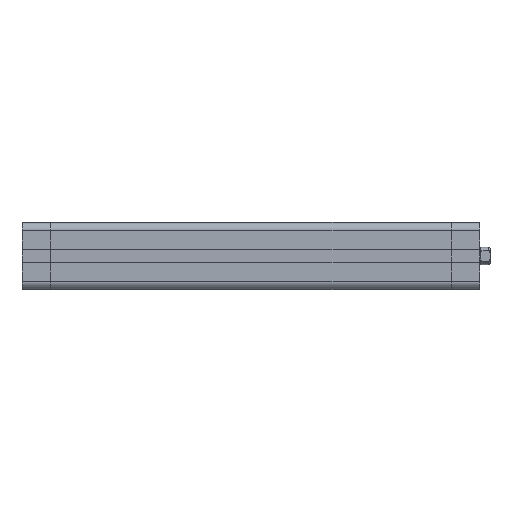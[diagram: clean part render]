
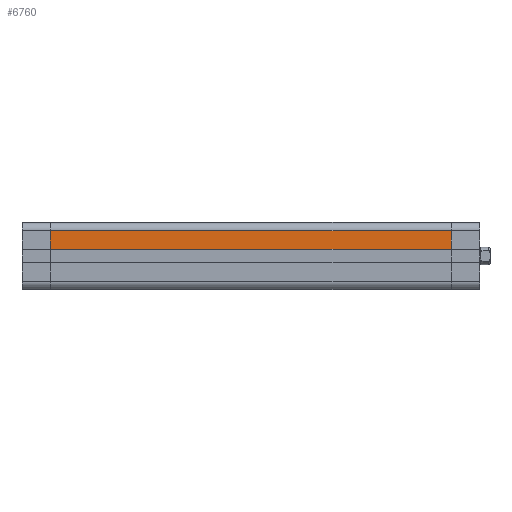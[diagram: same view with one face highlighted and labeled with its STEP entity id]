
A CAD part, front view. The second image highlights one B-rep face of the part: STEP entity #6760.
In plain terms, the highlighted planar face has unit normal (0, -1, 0).
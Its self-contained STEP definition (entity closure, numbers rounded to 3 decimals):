
#1241 = EDGE_CURVE ( 'NONE', #4592, #4598, #4161, .T. ) ;
#1250 = EDGE_CURVE ( 'NONE', #4598, #4618, #4182, .T. ) ;
#1251 = EDGE_CURVE ( 'NONE', #4608, #4618, #4178, .T. ) ;
#1252 = EDGE_CURVE ( 'NONE', #4592, #4608, #4180, .T. ) ;
#2980 = AXIS2_PLACEMENT_3D ( 'NONE', #5746, #5749, #5750 ) ;
#3294 = ORIENTED_EDGE ( 'NONE', *, *, #1252, .T. ) ;
#3309 = ORIENTED_EDGE ( 'NONE', *, *, #1251, .T. ) ;
#3325 = ORIENTED_EDGE ( 'NONE', *, *, #1250, .F. ) ;
#3340 = ORIENTED_EDGE ( 'NONE', *, *, #1241, .F. ) ;
#3525 = EDGE_LOOP ( 'NONE', ( #3309, #3325, #3340, #3294 ) ) ;
#4161 = LINE ( 'NONE', #5208, #4162 ) ;
#4162 = VECTOR ( 'NONE', #5209, 1000. ) ;
#4178 = LINE ( 'NONE', #5227, #4194 ) ;
#4180 = LINE ( 'NONE', #5229, #4198 ) ;
#4182 = LINE ( 'NONE', #5216, #4190 ) ;
#4190 = VECTOR ( 'NONE', #5228, 1000. ) ;
#4194 = VECTOR ( 'NONE', #5231, 1000. ) ;
#4198 = VECTOR ( 'NONE', #5233, 1000. ) ;
#4396 = FACE_OUTER_BOUND ( 'NONE', #3525, .T. ) ;
#4592 = VERTEX_POINT ( 'NONE', #5485 ) ;
#4598 = VERTEX_POINT ( 'NONE', #5491 ) ;
#4608 = VERTEX_POINT ( 'NONE', #5501 ) ;
#4618 = VERTEX_POINT ( 'NONE', #5511 ) ;
#5208 = CARTESIAN_POINT ( 'NONE',  ( -11., -14.5, -173.5 ) ) ;
#5209 = DIRECTION ( 'NONE',  ( 0., 0., 1. ) ) ;
#5216 = CARTESIAN_POINT ( 'NONE',  ( -11., -14.5, 0. ) ) ;
#5227 = CARTESIAN_POINT ( 'NONE',  ( -2.85, -14.5, -173.5 ) ) ;
#5228 = DIRECTION ( 'NONE',  ( 1., 0., 0. ) ) ;
#5229 = CARTESIAN_POINT ( 'NONE',  ( -11., -14.5, -173.5 ) ) ;
#5231 = DIRECTION ( 'NONE',  ( 0., 0., 1. ) ) ;
#5233 = DIRECTION ( 'NONE',  ( 1., 0., 0. ) ) ;
#5485 = CARTESIAN_POINT ( 'NONE',  ( -11., -14.5, -173.5 ) ) ;
#5491 = CARTESIAN_POINT ( 'NONE',  ( -11., -14.5, 0. ) ) ;
#5501 = CARTESIAN_POINT ( 'NONE',  ( -2.85, -14.5, -173.5 ) ) ;
#5511 = CARTESIAN_POINT ( 'NONE',  ( -2.85, -14.5, 0. ) ) ;
#5746 = CARTESIAN_POINT ( 'NONE',  ( -11., -14.5, -173.5 ) ) ;
#5747 = PLANE ( 'NONE',  #2980 ) ;
#5749 = DIRECTION ( 'NONE',  ( 0., -1., 0. ) ) ;
#5750 = DIRECTION ( 'NONE',  ( 0., 0., -1. ) ) ;
#6760 = ADVANCED_FACE ( 'NONE', ( #4396 ), #5747, .T. ) ;
